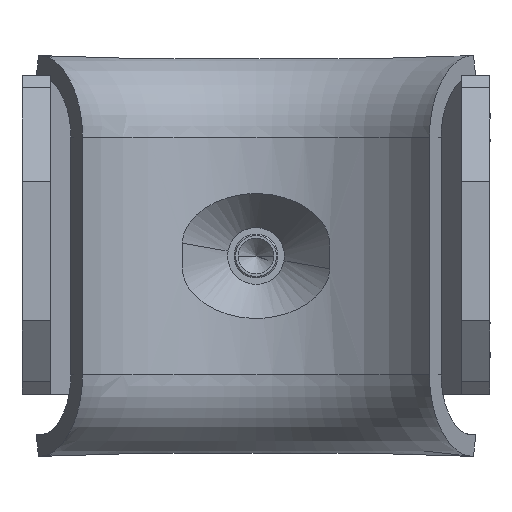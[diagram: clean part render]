
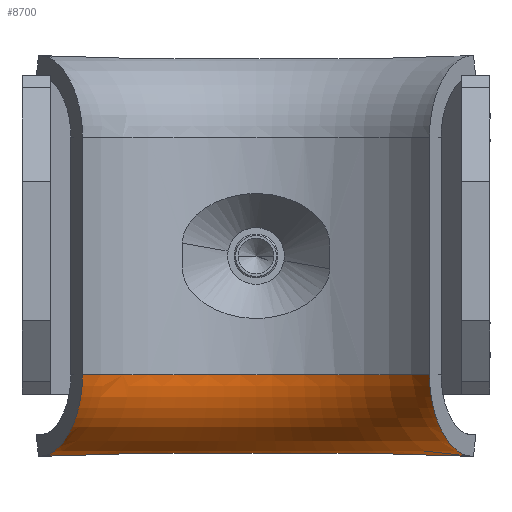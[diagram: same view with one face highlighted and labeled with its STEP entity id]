
A CAD part, front view. The second image highlights one B-rep face of the part: STEP entity #8700.
In plain terms, the highlighted toroidal (fillet/blend) face has major radius 19.75 mm and minor radius 5.75 mm.
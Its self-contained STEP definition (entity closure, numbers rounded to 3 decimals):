
#226 = CARTESIAN_POINT ( 'NONE',  ( 2.912, 9.184, -13.903 ) ) ;
#299 = CARTESIAN_POINT ( 'NONE',  ( 12.234, -1.983, -8.582 ) ) ;
#435 = CARTESIAN_POINT ( 'NONE',  ( 14.58, 2.429, -14.018 ) ) ;
#502 = CARTESIAN_POINT ( 'NONE',  ( 12.947, -0.642, -12.038 ) ) ;
#530 = CARTESIAN_POINT ( 'NONE',  ( -12.328, -1.806, -9.78 ) ) ;
#535 = EDGE_CURVE ( 'NONE', #821, #7572, #1573, .T. ) ;
#821 = VERTEX_POINT ( 'NONE', #12997 ) ;
#994 = CARTESIAN_POINT ( 'NONE',  ( -15.335, 3.85, -14.129 ) ) ;
#1177 = CARTESIAN_POINT ( 'NONE',  ( 12.234, -1.983, -8.381 ) ) ;
#1370 = CARTESIAN_POINT ( 'NONE',  ( -5.791, 8.507, -13.912 ) ) ;
#1436 = CARTESIAN_POINT ( 'NONE',  ( -8.562, 7.312, -13.928 ) ) ;
#1439 = CARTESIAN_POINT ( 'NONE',  ( -14.2, 4.417, -14.14 ) ) ;
#1484 = CARTESIAN_POINT ( 'NONE',  ( -13.379, 0.17, -12.841 ) ) ;
#1552 = CARTESIAN_POINT ( 'NONE',  ( -12.357, -1.752, -9.972 ) ) ;
#1573 = B_SPLINE_CURVE_WITH_KNOTS ( 'NONE', 3,
 ( #2383, #7669, #11845, #2597, #1439, #7538 ),
 .UNSPECIFIED., .F., .F.,
 ( 4, 2, 4 ),
 ( 0.013, 0.017, 0.021 ),
 .UNSPECIFIED. ) ;
#1670 = CARTESIAN_POINT ( 'NONE',  ( -12.597, -1.3, -11.076 ) ) ;
#2037 = EDGE_CURVE ( 'NONE', #8502, #6623, #11573, .T. ) ;
#2246 = CARTESIAN_POINT ( 'NONE',  ( 1.449, 9.35, -13.901 ) ) ;
#2383 = CARTESIAN_POINT ( 'NONE',  ( -8.562, 7.312, -13.928 ) ) ;
#2529 = CARTESIAN_POINT ( 'NONE',  ( 15.335, 3.85, -14.129 ) ) ;
#2597 = CARTESIAN_POINT ( 'NONE',  ( -13.074, 4.998, -14.083 ) ) ;
#2636 = CARTESIAN_POINT ( 'NONE',  ( -14.954, 3.132, -14.145 ) ) ;
#2814 = DIRECTION ( 'NONE',  ( 1., 0., 0. ) ) ;
#2863 = CARTESIAN_POINT ( 'NONE',  ( 8.562, 7.312, -13.928 ) ) ;
#3118 = CARTESIAN_POINT ( 'NONE',  ( 0., -8.791, -8.381 ) ) ;
#3659 = CARTESIAN_POINT ( 'NONE',  ( -12.425, -1.623, -10.351 ) ) ;
#3678 = CARTESIAN_POINT ( 'NONE',  ( 9.693, 6.74, -13.935 ) ) ;
#3681 = EDGE_CURVE ( 'NONE', #821, #13208, #6987, .T. ) ;
#3824 = CARTESIAN_POINT ( 'NONE',  ( 0., -8.791, -8.381 ) ) ;
#4440 = CARTESIAN_POINT ( 'NONE',  ( -1.446, 9.35, -13.901 ) ) ;
#4592 = CARTESIAN_POINT ( 'NONE',  ( 12.425, -1.623, -10.351 ) ) ;
#4620 = CARTESIAN_POINT ( 'NONE',  ( -13.536, 0.467, -13.067 ) ) ;
#4653 = CARTESIAN_POINT ( 'NONE',  ( 13.379, 0.17, -12.841 ) ) ;
#4758 = CARTESIAN_POINT ( 'NONE',  ( -12.234, -1.983, -8.381 ) ) ;
#4777 = TOROIDAL_SURFACE ( 'NONE', #12288, 19.75, 5.75 ) ;
#4964 = FACE_OUTER_BOUND ( 'NONE', #6335, .T. ) ;
#5392 = CARTESIAN_POINT ( 'NONE',  ( 7.209, 7.994, -13.919 ) ) ;
#5462 = CARTESIAN_POINT ( 'NONE',  ( 5.792, 8.506, -13.912 ) ) ;
#5467 = CARTESIAN_POINT ( 'NONE',  ( 12.328, -1.806, -9.78 ) ) ;
#5577 = AXIS2_PLACEMENT_3D ( 'NONE', #3824, #12051, #2814 ) ;
#5599 = CARTESIAN_POINT ( 'NONE',  ( 12.465, -1.548, -10.537 ) ) ;
#5602 = EDGE_CURVE ( 'NONE', #8502, #7517, #6803, .T. ) ;
#5628 = CARTESIAN_POINT ( 'NONE',  ( -12.465, -1.548, -10.537 ) ) ;
#5667 = CARTESIAN_POINT ( 'NONE',  ( 12.234, -1.983, -8.381 ) ) ;
#5753 = CARTESIAN_POINT ( 'NONE',  ( -12.264, -1.927, -9.19 ) ) ;
#6216 = EDGE_CURVE ( 'NONE', #7517, #13208, #8744, .T. ) ;
#6335 = EDGE_LOOP ( 'NONE', ( #6525, #12753, #10220, #7275, #12065, #11886 ) ) ;
#6525 = ORIENTED_EDGE ( 'NONE', *, *, #3681, .T. ) ;
#6623 = VERTEX_POINT ( 'NONE', #4758 ) ;
#6664 = CARTESIAN_POINT ( 'NONE',  ( 13.083, -0.386, -12.325 ) ) ;
#6734 = CARTESIAN_POINT ( 'NONE',  ( 12.264, -1.927, -9.19 ) ) ;
#6760 = CARTESIAN_POINT ( 'NONE',  ( -12.24, -1.972, -8.787 ) ) ;
#6803 = B_SPLINE_CURVE_WITH_KNOTS ( 'NONE', 3,
 ( #5667, #299, #7746, #6734, #7611, #5467, #9773, #4592, #5599, #8547, #9833, #502, #6664, #4653, #12654, #10645, #7675, #435, #8759, #2529 ),
 .UNSPECIFIED., .F., .F.,
 ( 4, 2, 2, 2, 2, 2, 2, 2, 2, 4 ),
 ( 0.037, 0.037, 0.038, 0.038, 0.039, 0.04, 0.041, 0.043, 0.044, 0.046 ),
 .UNSPECIFIED. ) ;
#6987 = B_SPLINE_CURVE_WITH_KNOTS ( 'NONE', 3,
 ( #1436, #9764, #1370, #8469, #4440, #2246, #226, #5462, #5392, #8608 ),
 .UNSPECIFIED., .F., .F.,
 ( 4, 2, 2, 2, 4 ),
 ( 0., 0.25, 0.5, 0.75, 1. ),
 .UNSPECIFIED. ) ;
#7037 = CARTESIAN_POINT ( 'NONE',  ( 10.82, 6.16, -13.98 ) ) ;
#7275 = ORIENTED_EDGE ( 'NONE', *, *, #2037, .T. ) ;
#7517 = VERTEX_POINT ( 'NONE', #8431 ) ;
#7538 = CARTESIAN_POINT ( 'NONE',  ( -15.335, 3.85, -14.129 ) ) ;
#7572 = VERTEX_POINT ( 'NONE', #994 ) ;
#7611 = CARTESIAN_POINT ( 'NONE',  ( 12.281, -1.893, -9.389 ) ) ;
#7669 = CARTESIAN_POINT ( 'NONE',  ( -9.694, 6.74, -13.935 ) ) ;
#7675 = CARTESIAN_POINT ( 'NONE',  ( 14.038, 1.411, -13.62 ) ) ;
#7746 = CARTESIAN_POINT ( 'NONE',  ( 12.24, -1.972, -8.787 ) ) ;
#7909 = EDGE_CURVE ( 'NONE', #6623, #7572, #8360, .T. ) ;
#8360 = B_SPLINE_CURVE_WITH_KNOTS ( 'NONE', 3,
 ( #8785, #10672, #6760, #5753, #10740, #530, #1552, #3659, #5628, #1670, #11940, #11811, #11881, #1484, #4620, #9799, #10873, #9735, #2636, #12760 ),
 .UNSPECIFIED., .F., .F.,
 ( 4, 2, 2, 2, 2, 2, 2, 2, 2, 4 ),
 ( 0.037, 0.037, 0.038, 0.038, 0.039, 0.04, 0.041, 0.043, 0.044, 0.046 ),
 .UNSPECIFIED. ) ;
#8431 = CARTESIAN_POINT ( 'NONE',  ( 15.335, 3.85, -14.129 ) ) ;
#8469 = CARTESIAN_POINT ( 'NONE',  ( -2.91, 9.184, -13.903 ) ) ;
#8502 = VERTEX_POINT ( 'NONE', #1177 ) ;
#8547 = CARTESIAN_POINT ( 'NONE',  ( 12.597, -1.3, -11.076 ) ) ;
#8608 = CARTESIAN_POINT ( 'NONE',  ( 8.562, 7.312, -13.928 ) ) ;
#8700 = ADVANCED_FACE ( 'NONE', ( #4964 ), #4777, .T. ) ;
#8744 = B_SPLINE_CURVE_WITH_KNOTS ( 'NONE', 3,
 ( #9948, #8939, #12981, #7037, #3678, #2863 ),
 .UNSPECIFIED., .F., .F.,
 ( 4, 2, 4 ),
 ( 0.009, 0.013, 0.017 ),
 .UNSPECIFIED. ) ;
#8759 = CARTESIAN_POINT ( 'NONE',  ( 14.954, 3.132, -14.145 ) ) ;
#8785 = CARTESIAN_POINT ( 'NONE',  ( -12.234, -1.983, -8.381 ) ) ;
#8939 = CARTESIAN_POINT ( 'NONE',  ( 14.2, 4.417, -14.14 ) ) ;
#9735 = CARTESIAN_POINT ( 'NONE',  ( -14.58, 2.429, -14.018 ) ) ;
#9764 = CARTESIAN_POINT ( 'NONE',  ( -7.209, 7.995, -13.919 ) ) ;
#9773 = CARTESIAN_POINT ( 'NONE',  ( 12.357, -1.752, -9.972 ) ) ;
#9799 = CARTESIAN_POINT ( 'NONE',  ( -13.866, 1.086, -13.456 ) ) ;
#9833 = CARTESIAN_POINT ( 'NONE',  ( 12.703, -1.101, -11.411 ) ) ;
#9948 = CARTESIAN_POINT ( 'NONE',  ( 15.335, 3.85, -14.129 ) ) ;
#10220 = ORIENTED_EDGE ( 'NONE', *, *, #5602, .F. ) ;
#10645 = CARTESIAN_POINT ( 'NONE',  ( 13.866, 1.086, -13.456 ) ) ;
#10672 = CARTESIAN_POINT ( 'NONE',  ( -12.234, -1.983, -8.582 ) ) ;
#10740 = CARTESIAN_POINT ( 'NONE',  ( -12.281, -1.893, -9.389 ) ) ;
#10873 = CARTESIAN_POINT ( 'NONE',  ( -14.038, 1.411, -13.62 ) ) ;
#11573 = CIRCLE ( 'NONE', #5577, 14. ) ;
#11811 = CARTESIAN_POINT ( 'NONE',  ( -12.947, -0.642, -12.038 ) ) ;
#11845 = CARTESIAN_POINT ( 'NONE',  ( -10.821, 6.16, -13.98 ) ) ;
#11881 = CARTESIAN_POINT ( 'NONE',  ( -13.083, -0.386, -12.325 ) ) ;
#11886 = ORIENTED_EDGE ( 'NONE', *, *, #535, .F. ) ;
#11932 = CARTESIAN_POINT ( 'NONE',  ( 8.562, 7.312, -13.928 ) ) ;
#11940 = CARTESIAN_POINT ( 'NONE',  ( -12.703, -1.101, -11.411 ) ) ;
#12051 = DIRECTION ( 'NONE',  ( 0., 0., 1. ) ) ;
#12065 = ORIENTED_EDGE ( 'NONE', *, *, #7909, .T. ) ;
#12214 = DIRECTION ( 'NONE',  ( 0., 0., 1. ) ) ;
#12288 = AXIS2_PLACEMENT_3D ( 'NONE', #3118, #12214, #13294 ) ;
#12654 = CARTESIAN_POINT ( 'NONE',  ( 13.536, 0.467, -13.067 ) ) ;
#12753 = ORIENTED_EDGE ( 'NONE', *, *, #6216, .F. ) ;
#12760 = CARTESIAN_POINT ( 'NONE',  ( -15.335, 3.85, -14.129 ) ) ;
#12981 = CARTESIAN_POINT ( 'NONE',  ( 13.074, 4.999, -14.083 ) ) ;
#12997 = CARTESIAN_POINT ( 'NONE',  ( -8.562, 7.312, -13.928 ) ) ;
#13208 = VERTEX_POINT ( 'NONE', #11932 ) ;
#13294 = DIRECTION ( 'NONE',  ( 1., 0., 0. ) ) ;
